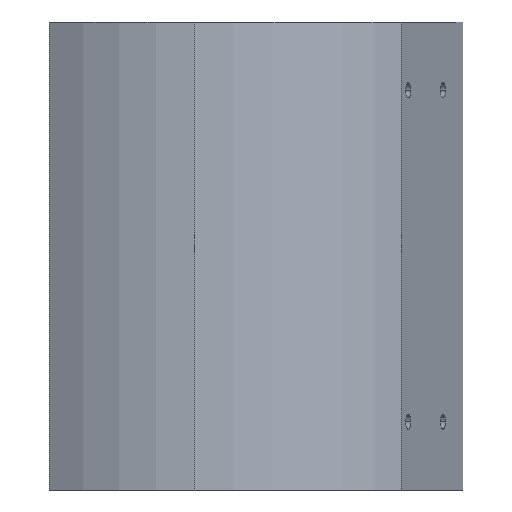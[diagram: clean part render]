
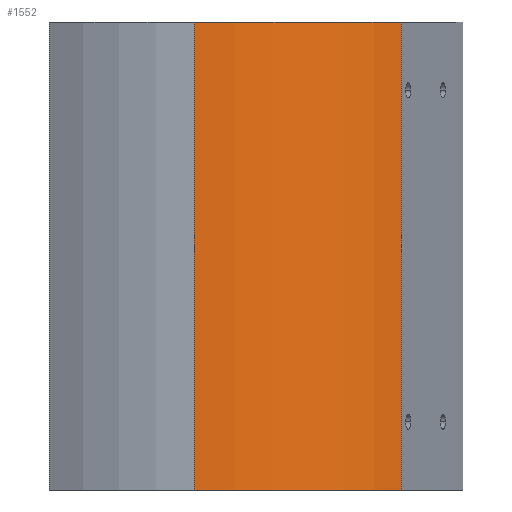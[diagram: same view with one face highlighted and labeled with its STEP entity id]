
A CAD part, left-side view. The second image highlights one B-rep face of the part: STEP entity #1552.
In plain terms, the highlighted cylindrical face has radius 59 mm (diameter 118 mm), a partial arc.
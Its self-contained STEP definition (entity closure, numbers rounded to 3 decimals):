
#13 = VERTEX_POINT ( 'NONE', #823 ) ;
#31 = CYLINDRICAL_SURFACE ( 'NONE', #704, 59. ) ;
#42 = FACE_OUTER_BOUND ( 'NONE', #662, .T. ) ;
#96 = DIRECTION ( 'NONE',  ( 0., 0., -1. ) ) ;
#158 = DIRECTION ( 'NONE',  ( -1., 0., 0. ) ) ;
#168 = EDGE_CURVE ( 'NONE', #786, #592, #1465, .T. ) ;
#269 = ORIENTED_EDGE ( 'NONE', *, *, #509, .T. ) ;
#276 = ORIENTED_EDGE ( 'NONE', *, *, #168, .T. ) ;
#298 = DIRECTION ( 'NONE',  ( 1., 0., 0. ) ) ;
#330 = CARTESIAN_POINT ( 'NONE',  ( -37.632, -45.441, 102.8 ) ) ;
#420 = CIRCLE ( 'NONE', #987, 59. ) ;
#509 = EDGE_CURVE ( 'NONE', #13, #1394, #1198, .T. ) ;
#510 = CARTESIAN_POINT ( 'NONE',  ( -59., 0., 102.8 ) ) ;
#592 = VERTEX_POINT ( 'NONE', #330 ) ;
#662 = EDGE_LOOP ( 'NONE', ( #843, #269, #883, #276 ) ) ;
#704 = AXIS2_PLACEMENT_3D ( 'NONE', #1254, #1023, #158 ) ;
#786 = VERTEX_POINT ( 'NONE', #1076 ) ;
#823 = CARTESIAN_POINT ( 'NONE',  ( -59., 0., 102.8 ) ) ;
#843 = ORIENTED_EDGE ( 'NONE', *, *, #1444, .F. ) ;
#850 = DIRECTION ( 'NONE',  ( 0., 0., 1. ) ) ;
#859 = CIRCLE ( 'NONE', #1012, 59. ) ;
#883 = ORIENTED_EDGE ( 'NONE', *, *, #1438, .T. ) ;
#980 = VECTOR ( 'NONE', #96, 1000. ) ;
#987 = AXIS2_PLACEMENT_3D ( 'NONE', #1493, #1397, #298 ) ;
#1012 = AXIS2_PLACEMENT_3D ( 'NONE', #1040, #1160, #1381 ) ;
#1023 = DIRECTION ( 'NONE',  ( 0., 0., -1. ) ) ;
#1040 = CARTESIAN_POINT ( 'NONE',  ( 0., 0., 102.8 ) ) ;
#1059 = VECTOR ( 'NONE', #850, 1000. ) ;
#1076 = CARTESIAN_POINT ( 'NONE',  ( -37.632, -45.441, 0. ) ) ;
#1085 = CARTESIAN_POINT ( 'NONE',  ( -59., 0., 0. ) ) ;
#1160 = DIRECTION ( 'NONE',  ( 0., 0., 1. ) ) ;
#1198 = LINE ( 'NONE', #510, #980 ) ;
#1221 = CARTESIAN_POINT ( 'NONE',  ( -37.632, -45.441, 0. ) ) ;
#1254 = CARTESIAN_POINT ( 'NONE',  ( 0., 0., 102.8 ) ) ;
#1381 = DIRECTION ( 'NONE',  ( 1., 0., 0. ) ) ;
#1394 = VERTEX_POINT ( 'NONE', #1085 ) ;
#1397 = DIRECTION ( 'NONE',  ( 0., 0., 1. ) ) ;
#1438 = EDGE_CURVE ( 'NONE', #1394, #786, #420, .T. ) ;
#1444 = EDGE_CURVE ( 'NONE', #13, #592, #859, .T. ) ;
#1465 = LINE ( 'NONE', #1221, #1059 ) ;
#1493 = CARTESIAN_POINT ( 'NONE',  ( 0., 0., 0. ) ) ;
#1552 = ADVANCED_FACE ( 'NONE', ( #42 ), #31, .T. ) ;
